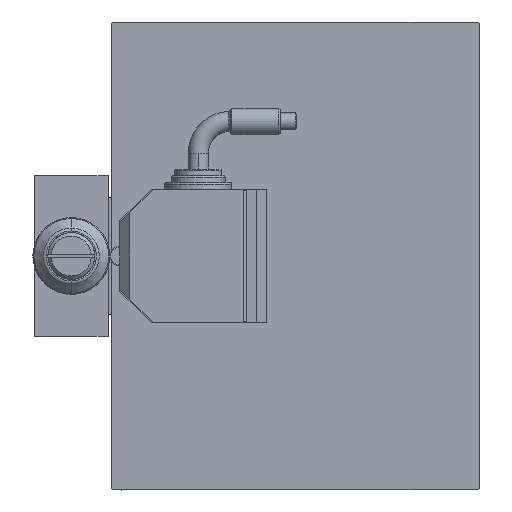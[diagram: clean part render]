
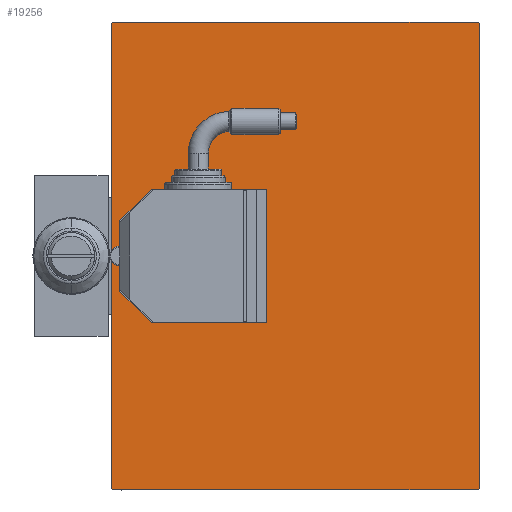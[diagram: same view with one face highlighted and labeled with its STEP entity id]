
A CAD part, left-side view. The second image highlights one B-rep face of the part: STEP entity #19256.
In plain terms, the highlighted face is planar.
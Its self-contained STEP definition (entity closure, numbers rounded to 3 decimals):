
#749 = EDGE_LOOP ( 'NONE', ( #49979, #43237, #12644, #35568, #35185, #27038, #37058, #37683 ) ) ;
#1397 = VECTOR ( 'NONE', #4241, 1000. ) ;
#1603 = CARTESIAN_POINT ( 'NONE',  ( 173., -54.7, -70. ) ) ;
#2465 = CARTESIAN_POINT ( 'NONE',  ( 173., -55., 69.7 ) ) ;
#2540 = CARTESIAN_POINT ( 'NONE',  ( 173., 62.35, 62.35 ) ) ;
#2675 = VERTEX_POINT ( 'NONE', #2465 ) ;
#4241 = DIRECTION ( 'NONE',  ( 0., -0.707, -0.707 ) ) ;
#4249 = VECTOR ( 'NONE', #38061, 1000. ) ;
#4280 = LINE ( 'NONE', #39639, #33408 ) ;
#4387 = EDGE_CURVE ( 'NONE', #10408, #38795, #45681, .T. ) ;
#6867 = DIRECTION ( 'NONE',  ( 0., -0.707, 0.707 ) ) ;
#8820 = DIRECTION ( 'NONE',  ( 0., 0., -1. ) ) ;
#9139 = VERTEX_POINT ( 'NONE', #26477 ) ;
#9523 = CARTESIAN_POINT ( 'NONE',  ( 173., 55., 69.7 ) ) ;
#10408 = VERTEX_POINT ( 'NONE', #33056 ) ;
#10688 = LINE ( 'NONE', #2540, #33296 ) ;
#12644 = ORIENTED_EDGE ( 'NONE', *, *, #49181, .T. ) ;
#12663 = DIRECTION ( 'NONE',  ( 0., 0.707, -0.707 ) ) ;
#14316 = DIRECTION ( 'NONE',  ( 0., 0., -1. ) ) ;
#14529 = CARTESIAN_POINT ( 'NONE',  ( 173., -55., -70. ) ) ;
#15693 = LINE ( 'NONE', #31201, #1397 ) ;
#17437 = DIRECTION ( 'NONE',  ( 0., 0., 1. ) ) ;
#17902 = VECTOR ( 'NONE', #37434, 1000. ) ;
#19256 = ADVANCED_FACE ( 'NONE', ( #31963 ), #20765, .T. ) ;
#20736 = CARTESIAN_POINT ( 'NONE',  ( 173., 55., -69.7 ) ) ;
#20765 = PLANE ( 'NONE',  #24953 ) ;
#24258 = VECTOR ( 'NONE', #26914, 1000. ) ;
#24309 = EDGE_CURVE ( 'NONE', #38795, #2675, #15693, .T. ) ;
#24953 = AXIS2_PLACEMENT_3D ( 'NONE', #25345, #40866, #8820 ) ;
#25345 = CARTESIAN_POINT ( 'NONE',  ( 173., 0., 0. ) ) ;
#25487 = LINE ( 'NONE', #14529, #17902 ) ;
#25612 = EDGE_CURVE ( 'NONE', #9139, #33864, #37362, .T. ) ;
#25854 = CARTESIAN_POINT ( 'NONE',  ( 173., 55., 70. ) ) ;
#26477 = CARTESIAN_POINT ( 'NONE',  ( 173., 54.7, -70. ) ) ;
#26914 = DIRECTION ( 'NONE',  ( 0., 0.707, 0.707 ) ) ;
#27038 = ORIENTED_EDGE ( 'NONE', *, *, #24309, .T. ) ;
#29067 = EDGE_CURVE ( 'NONE', #45257, #10408, #10688, .T. ) ;
#29380 = LINE ( 'NONE', #44140, #34432 ) ;
#29534 = EDGE_CURVE ( 'NONE', #2675, #32943, #33402, .T. ) ;
#30587 = CARTESIAN_POINT ( 'NONE',  ( 173., -55., 70. ) ) ;
#31201 = CARTESIAN_POINT ( 'NONE',  ( 173., -62.35, 62.35 ) ) ;
#31963 = FACE_OUTER_BOUND ( 'NONE', #749, .T. ) ;
#32943 = VERTEX_POINT ( 'NONE', #49166 ) ;
#33056 = CARTESIAN_POINT ( 'NONE',  ( 173., 54.7, 70. ) ) ;
#33296 = VECTOR ( 'NONE', #6867, 1000. ) ;
#33402 = LINE ( 'NONE', #30587, #43049 ) ;
#33408 = VECTOR ( 'NONE', #12663, 1000. ) ;
#33864 = VERTEX_POINT ( 'NONE', #20736 ) ;
#34432 = VECTOR ( 'NONE', #17437, 1000. ) ;
#35185 = ORIENTED_EDGE ( 'NONE', *, *, #4387, .T. ) ;
#35568 = ORIENTED_EDGE ( 'NONE', *, *, #29067, .T. ) ;
#37058 = ORIENTED_EDGE ( 'NONE', *, *, #29534, .T. ) ;
#37317 = CARTESIAN_POINT ( 'NONE',  ( 173., -54.7, 70. ) ) ;
#37336 = EDGE_CURVE ( 'NONE', #42879, #9139, #25487, .T. ) ;
#37362 = LINE ( 'NONE', #39795, #24258 ) ;
#37434 = DIRECTION ( 'NONE',  ( 0., 1., 0. ) ) ;
#37683 = ORIENTED_EDGE ( 'NONE', *, *, #38769, .T. ) ;
#38061 = DIRECTION ( 'NONE',  ( 0., -1., 0. ) ) ;
#38769 = EDGE_CURVE ( 'NONE', #32943, #42879, #4280, .T. ) ;
#38795 = VERTEX_POINT ( 'NONE', #37317 ) ;
#39639 = CARTESIAN_POINT ( 'NONE',  ( 173., -62.35, -62.35 ) ) ;
#39795 = CARTESIAN_POINT ( 'NONE',  ( 173., 62.35, -62.35 ) ) ;
#40866 = DIRECTION ( 'NONE',  ( 1., 0., 0. ) ) ;
#42879 = VERTEX_POINT ( 'NONE', #1603 ) ;
#43049 = VECTOR ( 'NONE', #14316, 1000. ) ;
#43237 = ORIENTED_EDGE ( 'NONE', *, *, #25612, .T. ) ;
#44140 = CARTESIAN_POINT ( 'NONE',  ( 173., 55., -70. ) ) ;
#45257 = VERTEX_POINT ( 'NONE', #9523 ) ;
#45681 = LINE ( 'NONE', #25854, #4249 ) ;
#49166 = CARTESIAN_POINT ( 'NONE',  ( 173., -55., -69.7 ) ) ;
#49181 = EDGE_CURVE ( 'NONE', #33864, #45257, #29380, .T. ) ;
#49979 = ORIENTED_EDGE ( 'NONE', *, *, #37336, .T. ) ;
